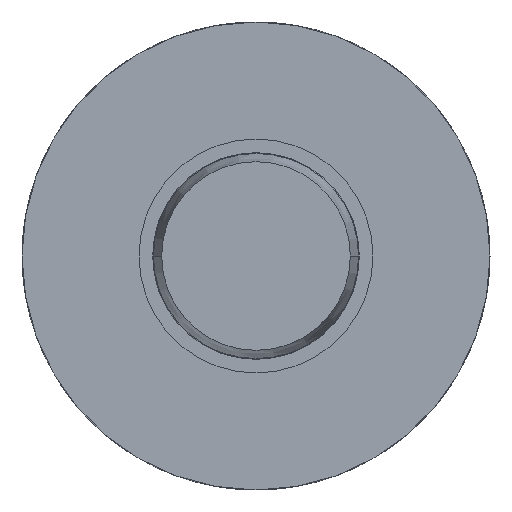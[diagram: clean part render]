
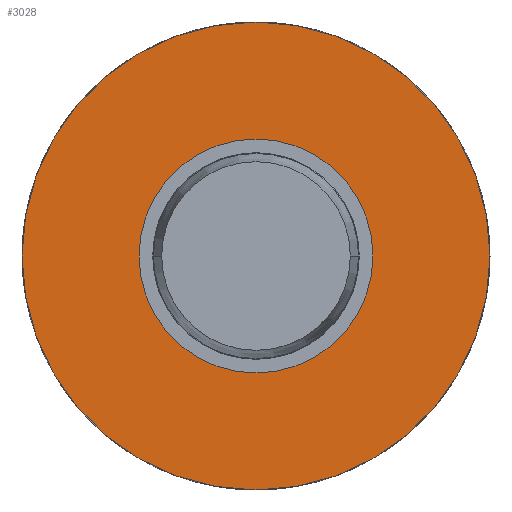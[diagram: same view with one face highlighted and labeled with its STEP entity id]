
A CAD part, front view. The second image highlights one B-rep face of the part: STEP entity #3028.
In plain terms, the highlighted planar face has unit normal (0, -1, 0).
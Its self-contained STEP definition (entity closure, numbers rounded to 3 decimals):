
#8 = CARTESIAN_POINT ( 'NONE',  ( 0.9, 5.3, 0. ) ) ;
#430 = EDGE_LOOP ( 'NONE', ( #5867, #6287 ) ) ;
#585 = CIRCLE ( 'NONE', #5341, 0.9 ) ;
#648 = FACE_BOUND ( 'NONE', #8144, .T. ) ;
#864 = DIRECTION ( 'NONE',  ( 0., 0., 1. ) ) ;
#876 = CARTESIAN_POINT ( 'NONE',  ( 0., 5.3, 0. ) ) ;
#893 = CARTESIAN_POINT ( 'NONE',  ( 0., 5.3, -0.9 ) ) ;
#1115 = EDGE_CURVE ( 'Defeature ausgef�hrt1_51+Defeature ausgef�hrt1_50+Defeature ausgef�hrt1_50+Defeature ausgef�hrt1_50', #4960, #4811, #6330, .T. ) ;
#1756 = ORIENTED_EDGE ( 'NONE', *, *, #6946, .T. ) ;
#1983 = CARTESIAN_POINT ( 'NONE',  ( 0., 5.3, 0. ) ) ;
#2111 = AXIS2_PLACEMENT_3D ( 'NONE', #7245, #4770, #864 ) ;
#2133 = CARTESIAN_POINT ( 'NONE',  ( 0., 5.3, 0. ) ) ;
#2506 = AXIS2_PLACEMENT_3D ( 'NONE', #2133, #6645, #6043 ) ;
#2593 = DIRECTION ( 'NONE',  ( 0., 1., 0. ) ) ;
#3028 = ADVANCED_FACE ( 'Defeature ausgef�hrt1_50', ( #3883, #648 ), #3242, .F. ) ;
#3242 = PLANE ( 'NONE',  #7229 ) ;
#3660 = VERTEX_POINT ( 'NONE', #4141 ) ;
#3883 = FACE_OUTER_BOUND ( 'NONE', #430, .T. ) ;
#4141 = CARTESIAN_POINT ( 'NONE',  ( 0., 5.3, 0.9 ) ) ;
#4351 = EDGE_CURVE ( 'Defeature ausgef�hrt1_50+Defeature ausgef�hrt1_49+Defeature ausgef�hrt1_49+Defeature ausgef�hrt1_49', #6542, #3660, #585, .T. ) ;
#4584 = DIRECTION ( 'NONE',  ( 0., 1., 0. ) ) ;
#4770 = DIRECTION ( 'NONE',  ( 0., 1., 0. ) ) ;
#4811 = VERTEX_POINT ( 'NONE', #6133 ) ;
#4960 = VERTEX_POINT ( 'NONE', #6985 ) ;
#4968 = CIRCLE ( 'NONE', #2111, 0.9 ) ;
#5191 = DIRECTION ( 'NONE',  ( 0., 0., 1. ) ) ;
#5295 = DIRECTION ( 'NONE',  ( 0., 0., 1. ) ) ;
#5341 = AXIS2_PLACEMENT_3D ( 'NONE', #876, #6660, #5295 ) ;
#5867 = ORIENTED_EDGE ( 'NONE', *, *, #1115, .F. ) ;
#6043 = DIRECTION ( 'NONE',  ( 0., 0., 1. ) ) ;
#6050 = EDGE_CURVE ( 'Defeature ausgef�hrt1_51+Defeature ausgef�hrt1_50+Defeature ausgef�hrt1_50+Defeature ausgef�hrt1_50', #4811, #4960, #6592, .T. ) ;
#6133 = CARTESIAN_POINT ( 'NONE',  ( 0., 5.3, -3. ) ) ;
#6194 = AXIS2_PLACEMENT_3D ( 'NONE', #1983, #4584, #7010 ) ;
#6287 = ORIENTED_EDGE ( 'NONE', *, *, #6050, .F. ) ;
#6330 = CIRCLE ( 'NONE', #6194, 3. ) ;
#6542 = VERTEX_POINT ( 'NONE', #893 ) ;
#6592 = CIRCLE ( 'NONE', #2506, 3. ) ;
#6645 = DIRECTION ( 'NONE',  ( 0., 1., 0. ) ) ;
#6660 = DIRECTION ( 'NONE',  ( 0., 1., 0. ) ) ;
#6946 = EDGE_CURVE ( 'Defeature ausgef�hrt1_50+Defeature ausgef�hrt1_49+Defeature ausgef�hrt1_49+Defeature ausgef�hrt1_49', #3660, #6542, #4968, .T. ) ;
#6985 = CARTESIAN_POINT ( 'NONE',  ( 0., 5.3, 3. ) ) ;
#7010 = DIRECTION ( 'NONE',  ( 0., 0., 1. ) ) ;
#7229 = AXIS2_PLACEMENT_3D ( 'NONE', #8, #2593, #5191 ) ;
#7245 = CARTESIAN_POINT ( 'NONE',  ( 0., 5.3, 0. ) ) ;
#7852 = ORIENTED_EDGE ( 'NONE', *, *, #4351, .T. ) ;
#8144 = EDGE_LOOP ( 'NONE', ( #1756, #7852 ) ) ;
